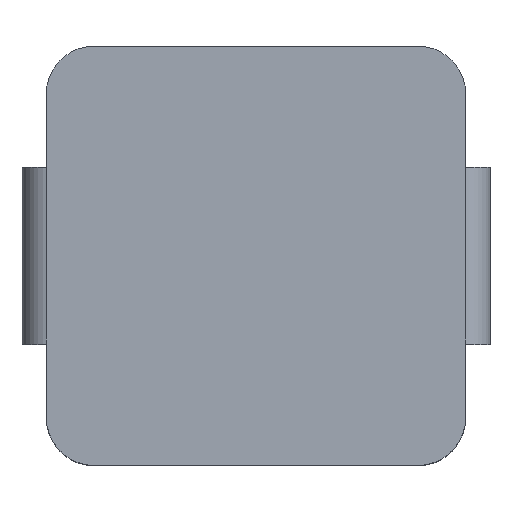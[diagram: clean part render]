
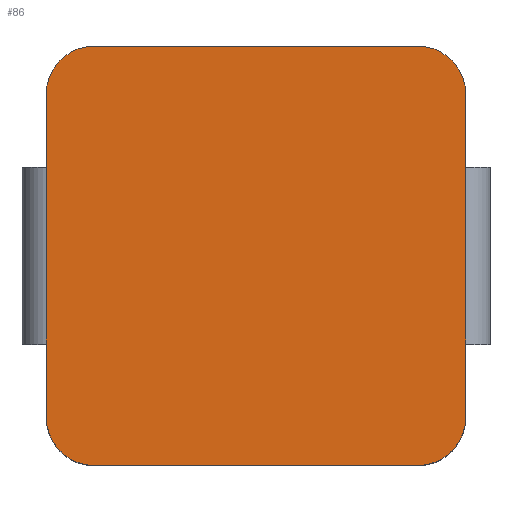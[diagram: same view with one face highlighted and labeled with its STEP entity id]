
A CAD part, top view. The second image highlights one B-rep face of the part: STEP entity #86.
In plain terms, the highlighted planar face has unit normal (0, 0, 1).
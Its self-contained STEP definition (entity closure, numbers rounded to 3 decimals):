
#61 = VERTEX_POINT ( 'NONE', #210 ) ;
#77 = DIRECTION ( 'NONE',  ( 0., 0., 1. ) ) ;
#86 = ADVANCED_FACE ( 'NONE', ( #1155 ), #1265, .T. ) ;
#91 = CIRCLE ( 'NONE', #1036, 0.6 ) ;
#102 = EDGE_CURVE ( 'NONE', #610, #348, #91, .T. ) ;
#104 = CARTESIAN_POINT ( 'NONE',  ( 2., -2., 2.8 ) ) ;
#119 = VECTOR ( 'NONE', #666, 1000. ) ;
#129 = ORIENTED_EDGE ( 'NONE', *, *, #212, .T. ) ;
#142 = DIRECTION ( 'NONE',  ( -1., 0., 0. ) ) ;
#178 = CARTESIAN_POINT ( 'NONE',  ( -2.6, -2., 2.8 ) ) ;
#196 = CARTESIAN_POINT ( 'NONE',  ( -2., 2., 2.8 ) ) ;
#200 = EDGE_LOOP ( 'NONE', ( #1223, #1213, #129, #645, #1582, #218, #1188, #977 ) ) ;
#209 = DIRECTION ( 'NONE',  ( 0., 1., 0. ) ) ;
#210 = CARTESIAN_POINT ( 'NONE',  ( -2.6, 2., 2.8 ) ) ;
#212 = EDGE_CURVE ( 'NONE', #61, #1141, #946, .T. ) ;
#218 = ORIENTED_EDGE ( 'NONE', *, *, #102, .T. ) ;
#302 = CARTESIAN_POINT ( 'NONE',  ( -2.6, 2., 2.8 ) ) ;
#304 = DIRECTION ( 'NONE',  ( 0., 1., 0. ) ) ;
#326 = LINE ( 'NONE', #1457, #963 ) ;
#342 = CARTESIAN_POINT ( 'NONE',  ( 2., -2.6, 2.8 ) ) ;
#348 = VERTEX_POINT ( 'NONE', #1360 ) ;
#356 = CARTESIAN_POINT ( 'NONE',  ( 0., 0., 2.8 ) ) ;
#358 = EDGE_CURVE ( 'NONE', #1412, #61, #1012, .T. ) ;
#383 = VERTEX_POINT ( 'NONE', #682 ) ;
#513 = DIRECTION ( 'NONE',  ( 1., 0., 0. ) ) ;
#532 = AXIS2_PLACEMENT_3D ( 'NONE', #981, #1525, #1113 ) ;
#544 = EDGE_CURVE ( 'NONE', #348, #383, #1465, .T. ) ;
#555 = EDGE_CURVE ( 'NONE', #383, #615, #802, .T. ) ;
#570 = EDGE_CURVE ( 'NONE', #970, #610, #326, .T. ) ;
#610 = VERTEX_POINT ( 'NONE', #342 ) ;
#615 = VERTEX_POINT ( 'NONE', #983 ) ;
#645 = ORIENTED_EDGE ( 'NONE', *, *, #859, .T. ) ;
#666 = DIRECTION ( 'NONE',  ( 0., -1., 0. ) ) ;
#682 = CARTESIAN_POINT ( 'NONE',  ( 2.6, 2., 2.8 ) ) ;
#688 = CARTESIAN_POINT ( 'NONE',  ( 2.6, -2., 2.8 ) ) ;
#774 = VECTOR ( 'NONE', #142, 1000. ) ;
#782 = DIRECTION ( 'NONE',  ( 0., -1., 0. ) ) ;
#802 = CIRCLE ( 'NONE', #1652, 0.6 ) ;
#814 = DIRECTION ( 'NONE',  ( 1., 0., 0. ) ) ;
#859 = EDGE_CURVE ( 'NONE', #1141, #970, #1262, .T. ) ;
#941 = CARTESIAN_POINT ( 'NONE',  ( 2., 2., 2.8 ) ) ;
#946 = LINE ( 'NONE', #302, #119 ) ;
#963 = VECTOR ( 'NONE', #814, 1000. ) ;
#970 = VERTEX_POINT ( 'NONE', #1308 ) ;
#977 = ORIENTED_EDGE ( 'NONE', *, *, #555, .T. ) ;
#981 = CARTESIAN_POINT ( 'NONE',  ( -2., -2., 2.8 ) ) ;
#983 = CARTESIAN_POINT ( 'NONE',  ( 2., 2.6, 2.8 ) ) ;
#1012 = CIRCLE ( 'NONE', #1037, 0.6 ) ;
#1026 = EDGE_CURVE ( 'NONE', #615, #1412, #1028, .T. ) ;
#1028 = LINE ( 'NONE', #1444, #774 ) ;
#1036 = AXIS2_PLACEMENT_3D ( 'NONE', #104, #1521, #782 ) ;
#1037 = AXIS2_PLACEMENT_3D ( 'NONE', #196, #77, #209 ) ;
#1056 = DIRECTION ( 'NONE',  ( 0., 0., 1. ) ) ;
#1113 = DIRECTION ( 'NONE',  ( -1., 0., 0. ) ) ;
#1141 = VERTEX_POINT ( 'NONE', #178 ) ;
#1155 = FACE_OUTER_BOUND ( 'NONE', #200, .T. ) ;
#1163 = DIRECTION ( 'NONE',  ( 0., 0., 1. ) ) ;
#1188 = ORIENTED_EDGE ( 'NONE', *, *, #544, .T. ) ;
#1213 = ORIENTED_EDGE ( 'NONE', *, *, #358, .T. ) ;
#1223 = ORIENTED_EDGE ( 'NONE', *, *, #1026, .T. ) ;
#1262 = CIRCLE ( 'NONE', #532, 0.6 ) ;
#1265 = PLANE ( 'NONE',  #1548 ) ;
#1308 = CARTESIAN_POINT ( 'NONE',  ( -2., -2.6, 2.8 ) ) ;
#1343 = DIRECTION ( 'NONE',  ( 1., 0., 0. ) ) ;
#1360 = CARTESIAN_POINT ( 'NONE',  ( 2.6, -2., 2.8 ) ) ;
#1373 = VECTOR ( 'NONE', #304, 1000. ) ;
#1412 = VERTEX_POINT ( 'NONE', #1502 ) ;
#1444 = CARTESIAN_POINT ( 'NONE',  ( 2., 2.6, 2.8 ) ) ;
#1457 = CARTESIAN_POINT ( 'NONE',  ( -2., -2.6, 2.8 ) ) ;
#1465 = LINE ( 'NONE', #688, #1373 ) ;
#1502 = CARTESIAN_POINT ( 'NONE',  ( -2., 2.6, 2.8 ) ) ;
#1521 = DIRECTION ( 'NONE',  ( 0., 0., 1. ) ) ;
#1525 = DIRECTION ( 'NONE',  ( 0., 0., 1. ) ) ;
#1548 = AXIS2_PLACEMENT_3D ( 'NONE', #356, #1163, #513 ) ;
#1582 = ORIENTED_EDGE ( 'NONE', *, *, #570, .T. ) ;
#1652 = AXIS2_PLACEMENT_3D ( 'NONE', #941, #1056, #1343 ) ;
